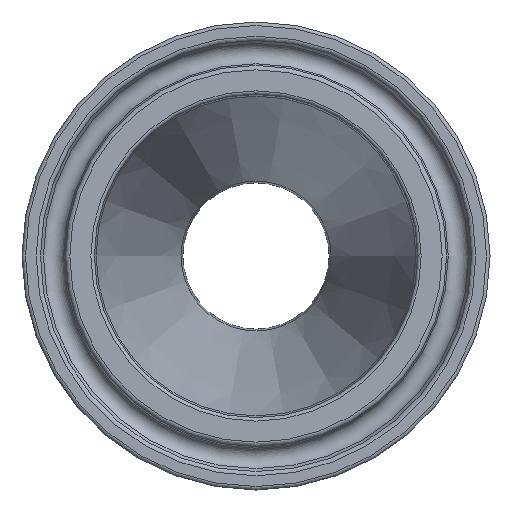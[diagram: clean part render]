
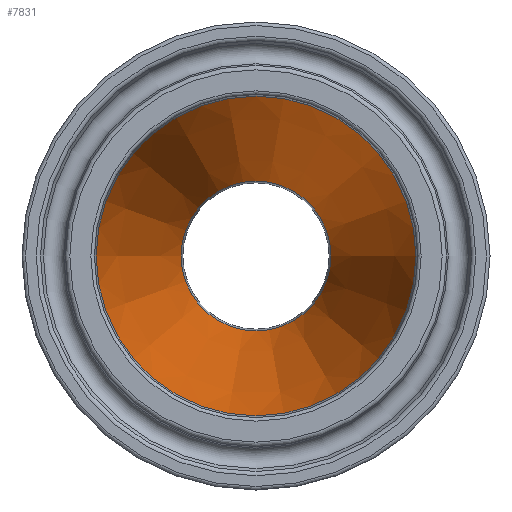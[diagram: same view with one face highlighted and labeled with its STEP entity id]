
A CAD part, left-side view. The second image highlights one B-rep face of the part: STEP entity #7831.
In plain terms, the highlighted conical face has half-angle 14.036 degrees and reference radius 12.636 mm.
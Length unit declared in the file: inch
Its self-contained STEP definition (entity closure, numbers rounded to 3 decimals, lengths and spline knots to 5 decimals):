
#16=CONICAL_SURFACE('',#8305,0.4975,14.036);
#141=FACE_BOUND('',#1452,.T.);
#951=FACE_OUTER_BOUND('',#1451,.T.);
#1451=EDGE_LOOP('',(#7278));
#1452=EDGE_LOOP('',(#7279));
#1649=CIRCLE('',#8304,0.67754);
#1650=CIRCLE('',#8306,0.31746);
#3849=VERTEX_POINT('',#17296);
#3850=VERTEX_POINT('',#17299);
#4994=EDGE_CURVE('',#3849,#3849,#1649,.T.);
#4995=EDGE_CURVE('',#3850,#3850,#1650,.T.);
#7278=ORIENTED_EDGE('',*,*,#4995,.F.);
#7279=ORIENTED_EDGE('',*,*,#4994,.F.);
#7831=ADVANCED_FACE('',(#951,#141),#16,.F.);
#8304=AXIS2_PLACEMENT_3D('',#17297,#9760,#9761);
#8305=AXIS2_PLACEMENT_3D('',#17298,#9762,#9763);
#8306=AXIS2_PLACEMENT_3D('',#17300,#9764,#9765);
#9760=DIRECTION('center_axis',(1.,0.,0.));
#9761=DIRECTION('ref_axis',(0.,-1.,0.));
#9762=DIRECTION('center_axis',(-1.,0.,0.));
#9763=DIRECTION('ref_axis',(0.,1.,0.));
#9764=DIRECTION('center_axis',(-1.,0.,0.));
#9765=DIRECTION('ref_axis',(0.,-1.,0.));
#17296=CARTESIAN_POINT('',(0.40486,0.67754,0.));
#17297=CARTESIAN_POINT('Origin',(0.40486,0.,0.));
#17298=CARTESIAN_POINT('Origin',(1.125,0.,0.));
#17299=CARTESIAN_POINT('',(1.84514,0.31746,0.));
#17300=CARTESIAN_POINT('Origin',(1.84514,0.,0.));
